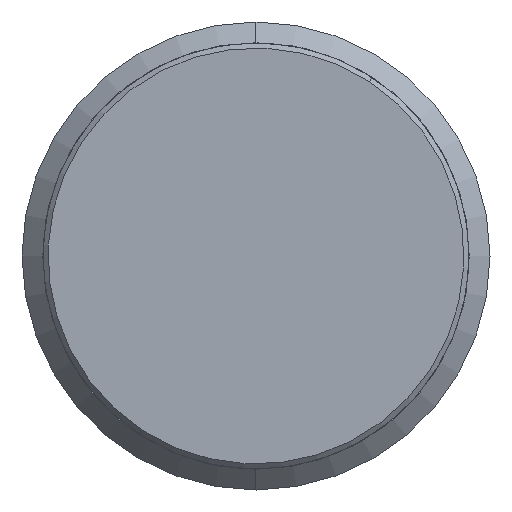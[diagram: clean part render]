
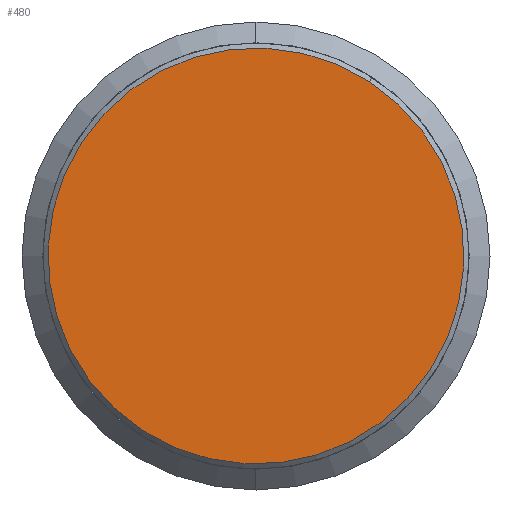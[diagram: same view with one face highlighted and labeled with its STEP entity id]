
A CAD part, left-side view. The second image highlights one B-rep face of the part: STEP entity #480.
In plain terms, the highlighted planar face has unit normal (-1, 0, 0).
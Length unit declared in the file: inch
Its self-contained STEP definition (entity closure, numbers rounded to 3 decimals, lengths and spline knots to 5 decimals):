
#52 = AXIS2_PLACEMENT_3D ( 'NONE', #1573, #1566, #946 ) ;
#95 = EDGE_CURVE ( 'NONE', #1830, #1534, #883, .T. ) ;
#184 = CARTESIAN_POINT ( 'NONE',  ( -0.01969, 0.17167, -0.26407 ) ) ;
#210 = FACE_OUTER_BOUND ( 'NONE', #540, .T. ) ;
#212 = CARTESIAN_POINT ( 'NONE',  ( -0.01969, 0., 0. ) ) ;
#480 = ADVANCED_FACE ( 'NONE', ( #210 ), #1913, .F. ) ;
#540 = EDGE_LOOP ( 'NONE', ( #1389, #1554 ) ) ;
#601 = CARTESIAN_POINT ( 'NONE',  ( -0.01969, -0.17167, 0.26407 ) ) ;
#764 = DIRECTION ( 'NONE',  ( 1., 0., 0. ) ) ;
#883 = CIRCLE ( 'NONE', #52, 0.31496 ) ;
#914 = AXIS2_PLACEMENT_3D ( 'NONE', #212, #1446, #1921 ) ;
#946 = DIRECTION ( 'NONE',  ( 0., 0.545, -0.838 ) ) ;
#1181 = CIRCLE ( 'NONE', #1372, 0.31496 ) ;
#1295 = EDGE_CURVE ( 'NONE', #1534, #1830, #1181, .T. ) ;
#1372 = AXIS2_PLACEMENT_3D ( 'NONE', #1895, #764, #1874 ) ;
#1389 = ORIENTED_EDGE ( 'NONE', *, *, #1295, .F. ) ;
#1446 = DIRECTION ( 'NONE',  ( 1., 0., 0. ) ) ;
#1534 = VERTEX_POINT ( 'NONE', #184 ) ;
#1554 = ORIENTED_EDGE ( 'NONE', *, *, #95, .F. ) ;
#1566 = DIRECTION ( 'NONE',  ( 1., 0., 0. ) ) ;
#1573 = CARTESIAN_POINT ( 'NONE',  ( -0.01969, 0., 0. ) ) ;
#1830 = VERTEX_POINT ( 'NONE', #601 ) ;
#1874 = DIRECTION ( 'NONE',  ( 0., 0.545, -0.838 ) ) ;
#1895 = CARTESIAN_POINT ( 'NONE',  ( -0.01969, 0., 0. ) ) ;
#1913 = PLANE ( 'NONE',  #914 ) ;
#1921 = DIRECTION ( 'NONE',  ( 0., 0.545, -0.838 ) ) ;
